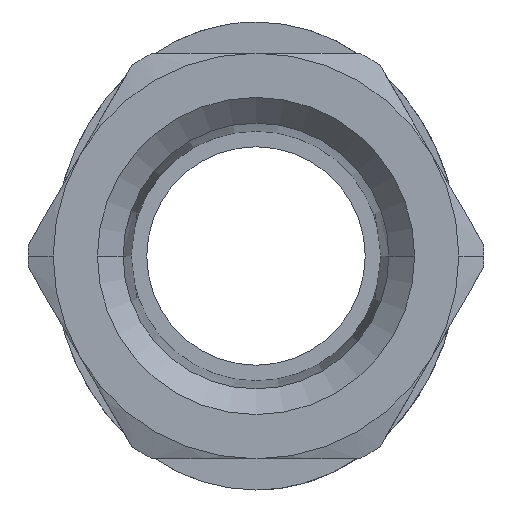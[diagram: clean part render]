
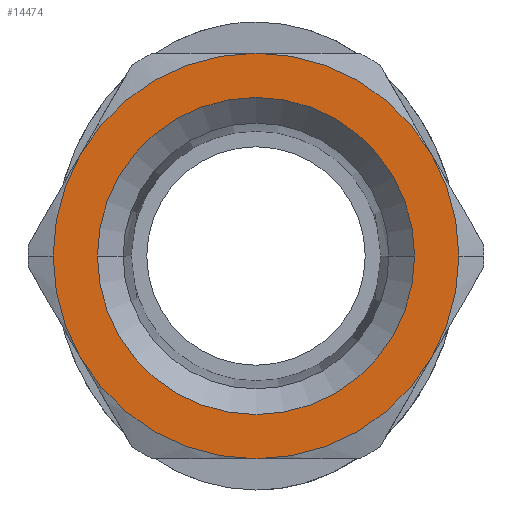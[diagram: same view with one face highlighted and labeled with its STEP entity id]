
A CAD part, front view. The second image highlights one B-rep face of the part: STEP entity #14474.
In plain terms, the highlighted planar face has unit normal (0, -1, 0).
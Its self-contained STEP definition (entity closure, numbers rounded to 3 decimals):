
#297=CARTESIAN_POINT('',(-6.5,-20.5,0.));
#298=VERTEX_POINT('',#297);
#314=CARTESIAN_POINT('',(-5.629,-20.5,-3.25));
#315=VERTEX_POINT('',#314);
#329=CARTESIAN_POINT('',(0.0,-20.5,0.0));
#330=DIRECTION('',(0.0,-1.0,0.0));
#331=DIRECTION('',(-1.0,0.0,0.0));
#332=AXIS2_PLACEMENT_3D('',#329,#330,#331);
#333=CIRCLE('',#332,6.5);
#334=EDGE_CURVE('',#298,#315,#333,.T.);
#386=CARTESIAN_POINT('',(5.083,-20.5,0.));
#387=VERTEX_POINT('',#386);
#401=CARTESIAN_POINT('',(-5.083,-20.5,0.));
#402=VERTEX_POINT('',#401);
#409=CARTESIAN_POINT('',(0.,-20.5,0.));
#410=DIRECTION('',(0.0,-1.0,0.0));
#411=DIRECTION('',(1.0,0.0,0.0));
#412=AXIS2_PLACEMENT_3D('',#409,#410,#411);
#413=CIRCLE('',#412,5.083);
#414=EDGE_CURVE('',#402,#387,#413,.T.);
#424=CARTESIAN_POINT('',(6.5,-20.5,0.));
#425=VERTEX_POINT('',#424);
#434=CARTESIAN_POINT('',(5.629,-20.5,-3.25));
#435=VERTEX_POINT('',#434);
#436=CARTESIAN_POINT('',(0.0,-20.5,0.0));
#437=DIRECTION('',(0.0,-1.0,0.0));
#438=DIRECTION('',(-1.0,0.0,0.0));
#439=AXIS2_PLACEMENT_3D('',#436,#437,#438);
#440=CIRCLE('',#439,6.5);
#441=EDGE_CURVE('',#435,#425,#440,.T.);
#14121=CARTESIAN_POINT('',(0.,-20.5,-6.5));
#14122=VERTEX_POINT('',#14121);
#14211=CARTESIAN_POINT('',(0.,-20.5,6.5));
#14212=VERTEX_POINT('',#14211);
#14226=CARTESIAN_POINT('',(5.629,-20.5,3.25));
#14227=VERTEX_POINT('',#14226);
#14228=CARTESIAN_POINT('',(0.0,-20.5,0.0));
#14229=DIRECTION('',(0.0,-1.0,0.0));
#14230=DIRECTION('',(-1.0,0.0,0.0));
#14231=AXIS2_PLACEMENT_3D('',#14228,#14229,#14230);
#14232=CIRCLE('',#14231,6.5);
#14233=EDGE_CURVE('',#14227,#14212,#14232,.T.);
#14307=CARTESIAN_POINT('',(-5.629,-20.5,3.25));
#14308=VERTEX_POINT('',#14307);
#14322=CARTESIAN_POINT('',(0.0,-20.5,0.0));
#14323=DIRECTION('',(0.0,-1.0,0.0));
#14324=DIRECTION('',(-1.0,0.0,0.0));
#14325=AXIS2_PLACEMENT_3D('',#14322,#14323,#14324);
#14326=CIRCLE('',#14325,6.5);
#14327=EDGE_CURVE('',#14212,#14308,#14326,.T.);
#14391=CARTESIAN_POINT('',(0.0,-20.5,0.0));
#14392=DIRECTION('',(0.0,-1.0,0.0));
#14393=DIRECTION('',(-1.0,0.0,0.0));
#14394=AXIS2_PLACEMENT_3D('',#14391,#14392,#14393);
#14395=CIRCLE('',#14394,6.5);
#14396=EDGE_CURVE('',#425,#14227,#14395,.T.);
#14407=CARTESIAN_POINT('',(0.,-20.5,0.));
#14408=DIRECTION('',(0.0,-1.0,0.0));
#14409=DIRECTION('',(1.0,0.0,0.0));
#14410=AXIS2_PLACEMENT_3D('',#14407,#14408,#14409);
#14411=CIRCLE('',#14410,5.083);
#14412=EDGE_CURVE('',#387,#402,#14411,.T.);
#14437=CARTESIAN_POINT('',(0.,-20.5,0.));
#14438=DIRECTION('',(0.0,1.0,0.0));
#14439=DIRECTION('',(0.0,0.0,1.0));
#14440=AXIS2_PLACEMENT_3D('',#14437,#14438,#14439);
#14441=PLANE('',#14440);
#14442=CARTESIAN_POINT('',(0.0,-20.5,0.0));
#14443=DIRECTION('',(0.0,-1.0,0.0));
#14444=DIRECTION('',(-1.0,0.0,0.0));
#14445=AXIS2_PLACEMENT_3D('',#14442,#14443,#14444);
#14446=CIRCLE('',#14445,6.5);
#14447=EDGE_CURVE('',#14308,#298,#14446,.T.);
#14448=ORIENTED_EDGE('',*,*,#14447,.T.);
#14449=ORIENTED_EDGE('',*,*,#334,.T.);
#14450=CARTESIAN_POINT('',(0.0,-20.5,0.0));
#14451=DIRECTION('',(0.0,-1.0,0.0));
#14452=DIRECTION('',(-1.0,0.0,0.0));
#14453=AXIS2_PLACEMENT_3D('',#14450,#14451,#14452);
#14454=CIRCLE('',#14453,6.5);
#14455=EDGE_CURVE('',#315,#14122,#14454,.T.);
#14456=ORIENTED_EDGE('',*,*,#14455,.T.);
#14457=CARTESIAN_POINT('',(0.0,-20.5,0.0));
#14458=DIRECTION('',(0.0,-1.0,0.0));
#14459=DIRECTION('',(-1.0,0.0,0.0));
#14460=AXIS2_PLACEMENT_3D('',#14457,#14458,#14459);
#14461=CIRCLE('',#14460,6.5);
#14462=EDGE_CURVE('',#14122,#435,#14461,.T.);
#14463=ORIENTED_EDGE('',*,*,#14462,.T.);
#14464=ORIENTED_EDGE('',*,*,#441,.T.);
#14465=ORIENTED_EDGE('',*,*,#14396,.T.);
#14466=ORIENTED_EDGE('',*,*,#14233,.T.);
#14467=ORIENTED_EDGE('',*,*,#14327,.T.);
#14468=EDGE_LOOP('',(#14448,#14449,#14456,#14463,#14464,#14465,#14466,#14467));
#14469=FACE_OUTER_BOUND('',#14468,.T.);
#14470=ORIENTED_EDGE('',*,*,#414,.F.);
#14471=ORIENTED_EDGE('',*,*,#14412,.F.);
#14472=EDGE_LOOP('',(#14470,#14471));
#14473=FACE_BOUND('',#14472,.T.);
#14474=ADVANCED_FACE('',(#14469,#14473),#14441,.F.);
